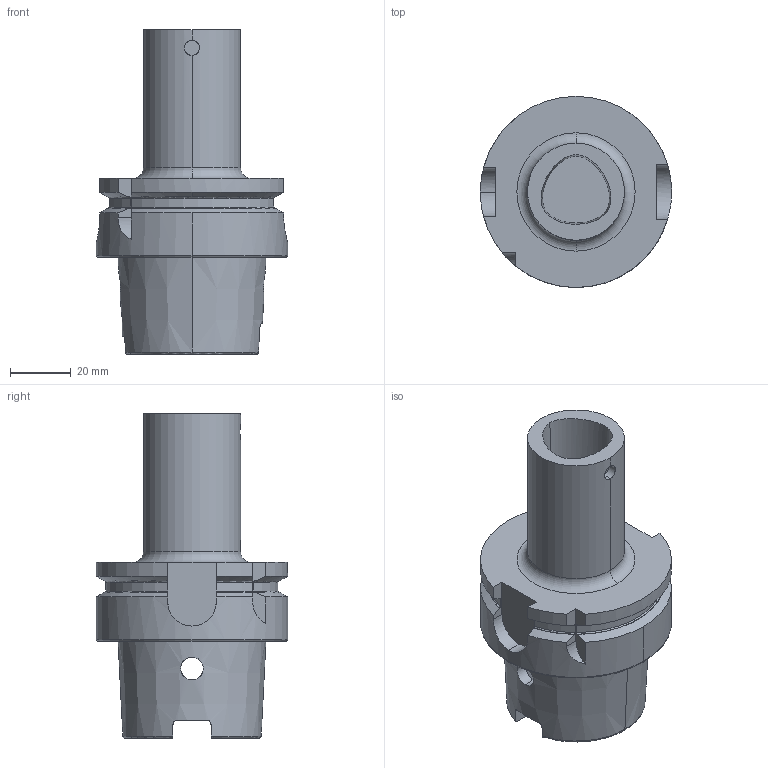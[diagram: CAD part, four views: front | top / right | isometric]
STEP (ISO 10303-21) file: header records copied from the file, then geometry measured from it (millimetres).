
FILE_DESCRIPTION (( 'STEP AP203' ), '1' );
FILE_NAME ('STP-73.501.32.075.STEP', '2021-03-30T01:35:38', ( '' ), ( '' ), 'SwSTEP 2.0', 'SolidWorks 2017', '' );
FILE_SCHEMA (( 'CONFIG_CONTROL_DESIGN' ));
Length unit declared in the file: millimetre
Products named in the file (1): STP-73.501.32.075
Bounding box: 63 x 63 x 107 mm (x, y, z)
Volume: 114905 mm3; surface area: 28197.3 mm2
Topology: 1 solids, 1 shells, 109 faces, 286 edges, 182 vertices
Faces by surface type: cylinder 36, plane 30, torus 26, cone 15, bspline 2
Entity records: 4296 total; most frequent: CARTESIAN_POINT 1568, ORIENTED_EDGE 572, DIRECTION 549, EDGE_CURVE 286, AXIS2_PLACEMENT_3D 227, VERTEX_POINT 182, CIRCLE 119, EDGE_LOOP 116
